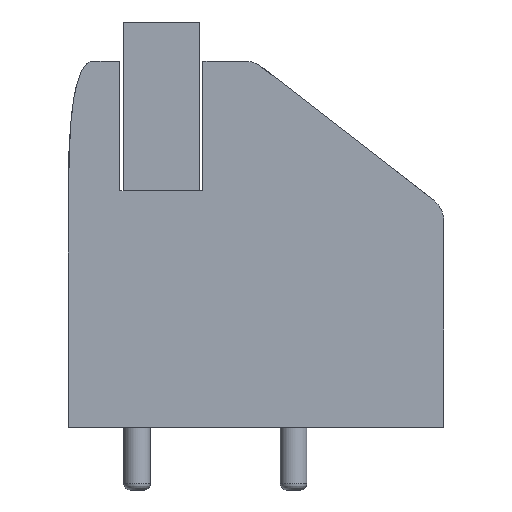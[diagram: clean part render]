
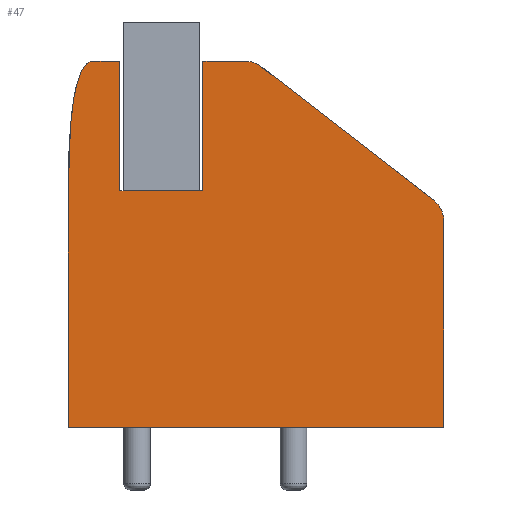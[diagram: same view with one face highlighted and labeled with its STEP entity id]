
A CAD part, front view. The second image highlights one B-rep face of the part: STEP entity #47.
In plain terms, the highlighted planar face has unit normal (0, -1, 0).
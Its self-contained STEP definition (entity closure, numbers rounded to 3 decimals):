
#47=ADVANCED_FACE('',(#87),#613,.T.);
#87=FACE_OUTER_BOUND('',#131,.T.);
#131=EDGE_LOOP('',(#263,#264,#265,#266,#267,#268,#269,#270,#271,#272,#273,
#274,#275,#276));
#263=ORIENTED_EDGE('',*,*,#401,.T.);
#264=ORIENTED_EDGE('',*,*,#386,.T.);
#265=ORIENTED_EDGE('',*,*,#388,.T.);
#266=ORIENTED_EDGE('',*,*,#366,.T.);
#267=ORIENTED_EDGE('',*,*,#368,.T.);
#268=ORIENTED_EDGE('',*,*,#370,.T.);
#269=ORIENTED_EDGE('',*,*,#372,.T.);
#270=ORIENTED_EDGE('',*,*,#374,.T.);
#271=ORIENTED_EDGE('',*,*,#376,.T.);
#272=ORIENTED_EDGE('',*,*,#378,.T.);
#273=ORIENTED_EDGE('',*,*,#380,.T.);
#274=ORIENTED_EDGE('',*,*,#382,.T.);
#275=ORIENTED_EDGE('',*,*,#384,.T.);
#276=ORIENTED_EDGE('',*,*,#398,.T.);
#366=EDGE_CURVE('',#545,#546,#474,.T.);
#368=EDGE_CURVE('',#546,#547,#476,.T.);
#370=EDGE_CURVE('',#547,#548,#478,.T.);
#372=EDGE_CURVE('',#548,#549,#480,.T.);
#374=EDGE_CURVE('',#549,#550,#435,.T.);
#376=EDGE_CURVE('',#550,#551,#483,.T.);
#378=EDGE_CURVE('',#551,#552,#436,.T.);
#380=EDGE_CURVE('',#552,#553,#486,.T.);
#382=EDGE_CURVE('',#553,#554,#488,.T.);
#384=EDGE_CURVE('',#554,#563,#490,.T.);
#386=EDGE_CURVE('',#555,#556,#492,.T.);
#388=EDGE_CURVE('',#556,#545,#494,.T.);
#398=EDGE_CURVE('',#563,#564,#502,.T.);
#401=EDGE_CURVE('',#564,#555,#505,.T.);
#435=(
BOUNDED_CURVE()
B_SPLINE_CURVE(2,(#1048,#1049,#1050),.UNSPECIFIED.,.F.,.F.)
B_SPLINE_CURVE_WITH_KNOTS((3,3),(55.956,56.685),
 .UNSPECIFIED.)
CURVE()
GEOMETRIC_REPRESENTATION_ITEM()
RATIONAL_B_SPLINE_CURVE((1.,0.898,1.))
REPRESENTATION_ITEM('')
);
#436=(
BOUNDED_CURVE()
B_SPLINE_CURVE(2,(#1057,#1058,#1059),.UNSPECIFIED.,.F.,.F.)
B_SPLINE_CURVE_WITH_KNOTS((3,3),(63.685,64.213),
 .UNSPECIFIED.)
CURVE()
GEOMETRIC_REPRESENTATION_ITEM()
RATIONAL_B_SPLINE_CURVE((1.,0.946,1.))
REPRESENTATION_ITEM('')
);
#474=B_SPLINE_CURVE_WITH_KNOTS('',2,(#1031,#1032,#1033),.UNSPECIFIED.,.F.,
 .F.,(3,3),(20.654,25.647),.UNSPECIFIED.);
#476=B_SPLINE_CURVE_WITH_KNOTS('',1,(#1036,#1037),.UNSPECIFIED.,.F.,.F.,
(2,2),(0.,7.525),.UNSPECIFIED.);
#478=B_SPLINE_CURVE_WITH_KNOTS('',1,(#1040,#1041),.UNSPECIFIED.,.F.,.F.,
(2,2),(0.,12.),.UNSPECIFIED.);
#480=B_SPLINE_CURVE_WITH_KNOTS('',1,(#1044,#1045),.UNSPECIFIED.,.F.,.F.,
(2,2),(0.,6.609),.UNSPECIFIED.);
#483=B_SPLINE_CURVE_WITH_KNOTS('',1,(#1053,#1054),.UNSPECIFIED.,.F.,.F.,
(2,2),(56.685,63.685),.UNSPECIFIED.);
#486=B_SPLINE_CURVE_WITH_KNOTS('',1,(#1062,#1063),.UNSPECIFIED.,.F.,.F.,
(2,2),(0.,1.364),.UNSPECIFIED.);
#488=B_SPLINE_CURVE_WITH_KNOTS('',1,(#1066,#1067),.UNSPECIFIED.,.F.,.F.,
(2,2),(0.,4.138),.UNSPECIFIED.);
#490=B_SPLINE_CURVE_WITH_KNOTS('',1,(#1070,#1071),.UNSPECIFIED.,.F.,.F.,
(2,2),(0.,0.118),.UNSPECIFIED.);
#492=B_SPLINE_CURVE_WITH_KNOTS('',1,(#1074,#1075),.UNSPECIFIED.,.F.,.F.,
(2,2),(0.,4.138),.UNSPECIFIED.);
#494=B_SPLINE_CURVE_WITH_KNOTS('',1,(#1078,#1079),.UNSPECIFIED.,.F.,.F.,
(2,2),(0.,0.819),.UNSPECIFIED.);
#502=B_SPLINE_CURVE_WITH_KNOTS('',1,(#1138,#1139),.UNSPECIFIED.,.F.,.F.,
(2,2),(0.118,2.549),.UNSPECIFIED.);
#505=B_SPLINE_CURVE_WITH_KNOTS('',1,(#1144,#1145),.UNSPECIFIED.,.F.,.F.,
(2,2),(2.549,2.667),.UNSPECIFIED.);
#545=VERTEX_POINT('',#904);
#546=VERTEX_POINT('',#905);
#547=VERTEX_POINT('',#906);
#548=VERTEX_POINT('',#907);
#549=VERTEX_POINT('',#908);
#550=VERTEX_POINT('',#909);
#551=VERTEX_POINT('',#910);
#552=VERTEX_POINT('',#911);
#553=VERTEX_POINT('',#912);
#554=VERTEX_POINT('',#913);
#555=VERTEX_POINT('',#914);
#556=VERTEX_POINT('',#915);
#563=VERTEX_POINT('',#922);
#564=VERTEX_POINT('',#923);
#613=PLANE('',#658);
#658=AXIS2_PLACEMENT_3D('',#802,#686,$);
#686=DIRECTION('',(0.,-1.,0.));
#802=CARTESIAN_POINT('',(-0.12,0.,-0.117));
#904=CARTESIAN_POINT('',(0.819,0.,11.7));
#905=CARTESIAN_POINT('',(0.,0.,7.525));
#906=CARTESIAN_POINT('',(0.,0.,0.));
#907=CARTESIAN_POINT('',(12.,0.,0.));
#908=CARTESIAN_POINT('',(12.,0.,6.609));
#909=CARTESIAN_POINT('',(11.69,0.,7.241));
#910=CARTESIAN_POINT('',(6.16,0.,11.532));
#911=CARTESIAN_POINT('',(5.669,0.,11.7));
#912=CARTESIAN_POINT('',(4.305,0.,11.7));
#913=CARTESIAN_POINT('',(4.305,0.,7.562));
#914=CARTESIAN_POINT('',(1.638,0.,7.562));
#915=CARTESIAN_POINT('',(1.638,0.,11.7));
#922=CARTESIAN_POINT('',(4.187,0.,7.562));
#923=CARTESIAN_POINT('',(1.756,0.,7.562));
#1031=CARTESIAN_POINT('',(0.819,0.,11.7));
#1032=CARTESIAN_POINT('',(0.,0.,11.7));
#1033=CARTESIAN_POINT('',(0.,0.,7.525));
#1036=CARTESIAN_POINT('',(0.,0.,7.525));
#1037=CARTESIAN_POINT('',(0.,0.,0.));
#1040=CARTESIAN_POINT('',(0.,0.,0.));
#1041=CARTESIAN_POINT('',(12.,0.,0.));
#1044=CARTESIAN_POINT('',(12.,0.,0.));
#1045=CARTESIAN_POINT('',(12.,0.,6.609));
#1048=CARTESIAN_POINT('',(12.,0.,6.609));
#1049=CARTESIAN_POINT('',(12.,0.,7.));
#1050=CARTESIAN_POINT('',(11.69,0.,7.241));
#1053=CARTESIAN_POINT('',(11.69,0.,7.241));
#1054=CARTESIAN_POINT('',(6.16,0.,11.532));
#1057=CARTESIAN_POINT('',(6.16,0.,11.532));
#1058=CARTESIAN_POINT('',(5.943,0.,11.7));
#1059=CARTESIAN_POINT('',(5.669,0.,11.7));
#1062=CARTESIAN_POINT('',(5.669,0.,11.7));
#1063=CARTESIAN_POINT('',(4.305,0.,11.7));
#1066=CARTESIAN_POINT('',(4.305,0.,11.7));
#1067=CARTESIAN_POINT('',(4.305,0.,7.562));
#1070=CARTESIAN_POINT('',(4.305,0.,7.562));
#1071=CARTESIAN_POINT('',(4.187,0.,7.562));
#1074=CARTESIAN_POINT('',(1.638,0.,7.562));
#1075=CARTESIAN_POINT('',(1.638,0.,11.7));
#1078=CARTESIAN_POINT('',(1.638,0.,11.7));
#1079=CARTESIAN_POINT('',(0.819,0.,11.7));
#1138=CARTESIAN_POINT('',(4.187,0.,7.562));
#1139=CARTESIAN_POINT('',(1.756,0.,7.562));
#1144=CARTESIAN_POINT('',(1.756,0.,7.562));
#1145=CARTESIAN_POINT('',(1.638,0.,7.562));
